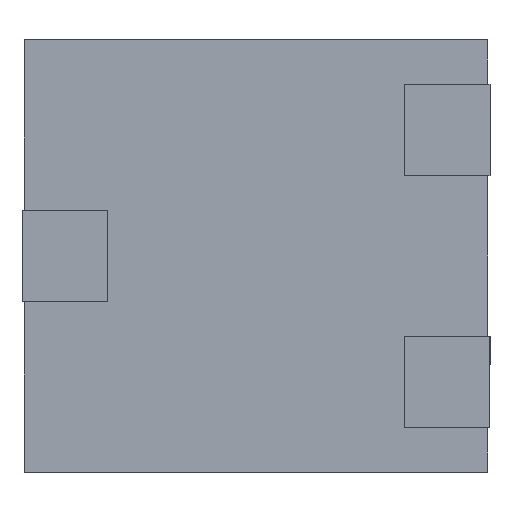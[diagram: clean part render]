
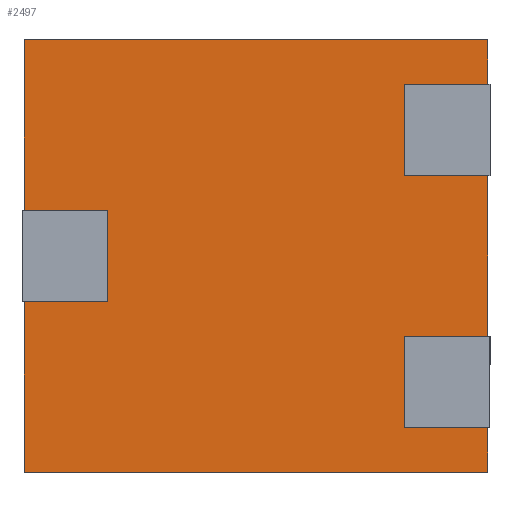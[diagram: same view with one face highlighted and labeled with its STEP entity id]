
A CAD part, front view. The second image highlights one B-rep face of the part: STEP entity #2497.
In plain terms, the highlighted planar face has unit normal (0, -1, 0).
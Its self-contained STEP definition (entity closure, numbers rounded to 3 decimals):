
#275 = CARTESIAN_POINT ( 'NONE',  ( 3.575, 0., 1.925 ) ) ;
#453 = ORIENTED_EDGE ( 'NONE', *, *, #14471, .F. ) ;
#582 = VERTEX_POINT ( 'NONE', #5456 ) ;
#792 = EDGE_CURVE ( 'NONE', #7583, #16880, #16513, .T. ) ;
#798 = LINE ( 'NONE', #13565, #1637 ) ;
#1138 = CARTESIAN_POINT ( 'NONE',  ( 5.575, 0., -1.925 ) ) ;
#1207 = CARTESIAN_POINT ( 'NONE',  ( -3.575, 0., 5.2 ) ) ;
#1278 = VERTEX_POINT ( 'NONE', #1138 ) ;
#1355 = EDGE_CURVE ( 'NONE', #18423, #20408, #20166, .T. ) ;
#1401 = EDGE_CURVE ( 'NONE', #12850, #4779, #8366, .T. ) ;
#1634 = CARTESIAN_POINT ( 'NONE',  ( 3.575, 0., 5.2 ) ) ;
#1637 = VECTOR ( 'NONE', #16385, 1000. ) ;
#1891 = CARTESIAN_POINT ( 'NONE',  ( -5.575, 0., 1.1 ) ) ;
#2126 = CARTESIAN_POINT ( 'NONE',  ( -3.575, 0., 1.1 ) ) ;
#2183 = VECTOR ( 'NONE', #11632, 1000. ) ;
#2486 = EDGE_LOOP ( 'NONE', ( #18990, #19602, #8225, #453, #17830, #6704, #7993, #8290, #16964, #20638, #15996, #20009, #16269, #10419, #17404, #11243 ) ) ;
#2497 = ADVANCED_FACE ( 'NONE', ( #17985 ), #6929, .F. ) ;
#2690 = VECTOR ( 'NONE', #14746, 1000. ) ;
#3289 = LINE ( 'NONE', #9595, #14355 ) ;
#3320 = DIRECTION ( 'NONE',  ( 0., 0., -1. ) ) ;
#3433 = CARTESIAN_POINT ( 'NONE',  ( 3.575, 0., -4.125 ) ) ;
#3560 = CARTESIAN_POINT ( 'NONE',  ( -5.575, 0., -1.1 ) ) ;
#3616 = DIRECTION ( 'NONE',  ( -1., 0., 0. ) ) ;
#3649 = CARTESIAN_POINT ( 'NONE',  ( -3.575, 0., -1.1 ) ) ;
#3833 = CARTESIAN_POINT ( 'NONE',  ( 3.575, 0., -1.925 ) ) ;
#4074 = VECTOR ( 'NONE', #14248, 1000. ) ;
#4357 = VERTEX_POINT ( 'NONE', #3833 ) ;
#4725 = LINE ( 'NONE', #10987, #4074 ) ;
#4779 = VERTEX_POINT ( 'NONE', #275 ) ;
#4802 = DIRECTION ( 'NONE',  ( 0., 0., 1. ) ) ;
#4925 = CARTESIAN_POINT ( 'NONE',  ( 5.575, 0., 5.2 ) ) ;
#5076 = LINE ( 'NONE', #9952, #18982 ) ;
#5456 = CARTESIAN_POINT ( 'NONE',  ( -5.575, 0., -5.2 ) ) ;
#5466 = DIRECTION ( 'NONE',  ( 0., 0., -1. ) ) ;
#5975 = CARTESIAN_POINT ( 'NONE',  ( -5.575, 0., 5.2 ) ) ;
#6704 = ORIENTED_EDGE ( 'NONE', *, *, #12139, .F. ) ;
#6929 = PLANE ( 'NONE',  #13279 ) ;
#7054 = EDGE_CURVE ( 'NONE', #4779, #16986, #11547, .T. ) ;
#7583 = VERTEX_POINT ( 'NONE', #2126 ) ;
#7808 = EDGE_CURVE ( 'NONE', #1278, #4357, #5076, .T. ) ;
#7832 = VECTOR ( 'NONE', #15708, 1000. ) ;
#7922 = LINE ( 'NONE', #1207, #12246 ) ;
#7993 = ORIENTED_EDGE ( 'NONE', *, *, #14063, .F. ) ;
#8225 = ORIENTED_EDGE ( 'NONE', *, *, #1401, .F. ) ;
#8290 = ORIENTED_EDGE ( 'NONE', *, *, #792, .F. ) ;
#8366 = LINE ( 'NONE', #1634, #2690 ) ;
#8472 = DIRECTION ( 'NONE',  ( -1., 0., 0. ) ) ;
#8882 = CARTESIAN_POINT ( 'NONE',  ( 5.575, 0., -4.125 ) ) ;
#9175 = CARTESIAN_POINT ( 'NONE',  ( 5.575, 0., -5.2 ) ) ;
#9240 = EDGE_CURVE ( 'NONE', #582, #18423, #15294, .T. ) ;
#9595 = CARTESIAN_POINT ( 'NONE',  ( 5.575, 0., 4.125 ) ) ;
#9700 = VERTEX_POINT ( 'NONE', #9175 ) ;
#9952 = CARTESIAN_POINT ( 'NONE',  ( 5.575, 0., -1.925 ) ) ;
#10240 = CARTESIAN_POINT ( 'NONE',  ( 5.575, 0., -5.2 ) ) ;
#10301 = CARTESIAN_POINT ( 'NONE',  ( -5.575, 0., 5.2 ) ) ;
#10330 = CARTESIAN_POINT ( 'NONE',  ( 5.575, 0., 1.1 ) ) ;
#10419 = ORIENTED_EDGE ( 'NONE', *, *, #10605, .F. ) ;
#10605 = EDGE_CURVE ( 'NONE', #18617, #17181, #4725, .T. ) ;
#10617 = DIRECTION ( 'NONE',  ( 0., 0., 1. ) ) ;
#10645 = VECTOR ( 'NONE', #3320, 1000. ) ;
#10732 = VECTOR ( 'NONE', #10617, 1000. ) ;
#10924 = VECTOR ( 'NONE', #11609, 1000. ) ;
#10980 = VERTEX_POINT ( 'NONE', #17750 ) ;
#10987 = CARTESIAN_POINT ( 'NONE',  ( 5.575, 0., -4.125 ) ) ;
#11243 = ORIENTED_EDGE ( 'NONE', *, *, #7808, .F. ) ;
#11308 = DIRECTION ( 'NONE',  ( 0., 0., -1. ) ) ;
#11367 = EDGE_CURVE ( 'NONE', #19948, #10980, #13628, .T. ) ;
#11547 = LINE ( 'NONE', #12783, #11755 ) ;
#11609 = DIRECTION ( 'NONE',  ( -1., 0., 0. ) ) ;
#11632 = DIRECTION ( 'NONE',  ( 1., 0., 0. ) ) ;
#11755 = VECTOR ( 'NONE', #16327, 1000. ) ;
#11926 = LINE ( 'NONE', #10240, #14111 ) ;
#12139 = EDGE_CURVE ( 'NONE', #15734, #19948, #13106, .T. ) ;
#12246 = VECTOR ( 'NONE', #4802, 1000. ) ;
#12473 = EDGE_CURVE ( 'NONE', #16986, #1278, #19211, .T. ) ;
#12637 = EDGE_CURVE ( 'NONE', #20408, #7583, #7922, .T. ) ;
#12642 = CARTESIAN_POINT ( 'NONE',  ( 5.575, 0., 1.925 ) ) ;
#12783 = CARTESIAN_POINT ( 'NONE',  ( 5.575, 0., 1.925 ) ) ;
#12850 = VERTEX_POINT ( 'NONE', #16592 ) ;
#13106 = LINE ( 'NONE', #14957, #2183 ) ;
#13279 = AXIS2_PLACEMENT_3D ( 'NONE', #14655, #13302, #19644 ) ;
#13302 = DIRECTION ( 'NONE',  ( 0., 1., 0. ) ) ;
#13565 = CARTESIAN_POINT ( 'NONE',  ( -5.575, 0., 5.2 ) ) ;
#13628 = LINE ( 'NONE', #15368, #17338 ) ;
#14063 = EDGE_CURVE ( 'NONE', #16880, #15734, #798, .T. ) ;
#14109 = VECTOR ( 'NONE', #16308, 1000. ) ;
#14111 = VECTOR ( 'NONE', #8472, 1000. ) ;
#14232 = EDGE_CURVE ( 'NONE', #4357, #18617, #17653, .T. ) ;
#14248 = DIRECTION ( 'NONE',  ( 1., 0., 0. ) ) ;
#14355 = VECTOR ( 'NONE', #3616, 1000. ) ;
#14471 = EDGE_CURVE ( 'NONE', #10980, #12850, #3289, .T. ) ;
#14655 = CARTESIAN_POINT ( 'NONE',  ( 5.575, 0., 5.2 ) ) ;
#14746 = DIRECTION ( 'NONE',  ( 0., 0., -1. ) ) ;
#14957 = CARTESIAN_POINT ( 'NONE',  ( 5.575, 0., 5.2 ) ) ;
#15294 = LINE ( 'NONE', #10301, #10732 ) ;
#15368 = CARTESIAN_POINT ( 'NONE',  ( 5.575, 0., 5.2 ) ) ;
#15708 = DIRECTION ( 'NONE',  ( 0., 0., -1. ) ) ;
#15734 = VERTEX_POINT ( 'NONE', #5975 ) ;
#15996 = ORIENTED_EDGE ( 'NONE', *, *, #9240, .F. ) ;
#16269 = ORIENTED_EDGE ( 'NONE', *, *, #17438, .F. ) ;
#16308 = DIRECTION ( 'NONE',  ( 1., 0., 0. ) ) ;
#16327 = DIRECTION ( 'NONE',  ( 1., 0., 0. ) ) ;
#16385 = DIRECTION ( 'NONE',  ( 0., 0., 1. ) ) ;
#16513 = LINE ( 'NONE', #10330, #10924 ) ;
#16592 = CARTESIAN_POINT ( 'NONE',  ( 3.575, 0., 4.125 ) ) ;
#16665 = CARTESIAN_POINT ( 'NONE',  ( 5.575, 0., 5.2 ) ) ;
#16880 = VERTEX_POINT ( 'NONE', #1891 ) ;
#16964 = ORIENTED_EDGE ( 'NONE', *, *, #12637, .F. ) ;
#16975 = LINE ( 'NONE', #18634, #7832 ) ;
#16986 = VERTEX_POINT ( 'NONE', #12642 ) ;
#17181 = VERTEX_POINT ( 'NONE', #8882 ) ;
#17338 = VECTOR ( 'NONE', #5466, 1000. ) ;
#17404 = ORIENTED_EDGE ( 'NONE', *, *, #14232, .F. ) ;
#17438 = EDGE_CURVE ( 'NONE', #17181, #9700, #16975, .T. ) ;
#17551 = CARTESIAN_POINT ( 'NONE',  ( 5.575, 0., -1.1 ) ) ;
#17570 = VECTOR ( 'NONE', #11308, 1000. ) ;
#17653 = LINE ( 'NONE', #19316, #10645 ) ;
#17750 = CARTESIAN_POINT ( 'NONE',  ( 5.575, 0., 4.125 ) ) ;
#17830 = ORIENTED_EDGE ( 'NONE', *, *, #11367, .F. ) ;
#17905 = DIRECTION ( 'NONE',  ( -1., 0., 0. ) ) ;
#17985 = FACE_OUTER_BOUND ( 'NONE', #2486, .T. ) ;
#18423 = VERTEX_POINT ( 'NONE', #3560 ) ;
#18617 = VERTEX_POINT ( 'NONE', #3433 ) ;
#18634 = CARTESIAN_POINT ( 'NONE',  ( 5.575, 0., 5.2 ) ) ;
#18982 = VECTOR ( 'NONE', #17905, 1000. ) ;
#18990 = ORIENTED_EDGE ( 'NONE', *, *, #12473, .F. ) ;
#19211 = LINE ( 'NONE', #4925, #17570 ) ;
#19316 = CARTESIAN_POINT ( 'NONE',  ( 3.575, 0., 5.2 ) ) ;
#19602 = ORIENTED_EDGE ( 'NONE', *, *, #7054, .F. ) ;
#19644 = DIRECTION ( 'NONE',  ( 0., 0., 1. ) ) ;
#19771 = EDGE_CURVE ( 'NONE', #9700, #582, #11926, .T. ) ;
#19948 = VERTEX_POINT ( 'NONE', #16665 ) ;
#20009 = ORIENTED_EDGE ( 'NONE', *, *, #19771, .F. ) ;
#20166 = LINE ( 'NONE', #17551, #14109 ) ;
#20408 = VERTEX_POINT ( 'NONE', #3649 ) ;
#20638 = ORIENTED_EDGE ( 'NONE', *, *, #1355, .F. ) ;
